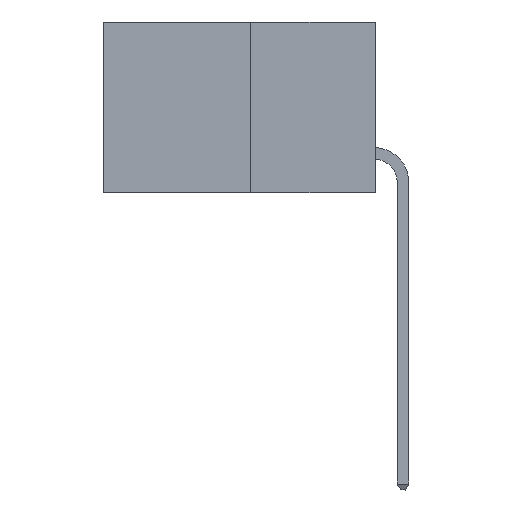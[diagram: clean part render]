
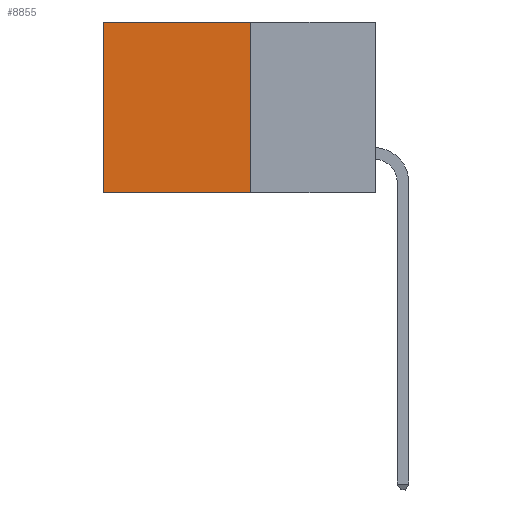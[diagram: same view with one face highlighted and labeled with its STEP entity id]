
A CAD part, left-side view. The second image highlights one B-rep face of the part: STEP entity #8855.
In plain terms, the highlighted planar face has unit normal (-1, 0, 0).
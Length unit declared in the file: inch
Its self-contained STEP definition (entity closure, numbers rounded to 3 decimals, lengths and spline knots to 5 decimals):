
#55 = CARTESIAN_POINT ( 'NONE',  ( 0.277, 0.27, 0. ) ) ;
#393 = EDGE_CURVE ( 'NONE', #4268, #3418, #7389, .T. ) ;
#764 = CARTESIAN_POINT ( 'NONE',  ( 0.277, 0.27, -0.37 ) ) ;
#889 = EDGE_LOOP ( 'NONE', ( #2792, #3312, #6347, #1216 ) ) ;
#952 = EDGE_CURVE ( 'NONE', #4268, #7729, #6595, .T. ) ;
#1216 = ORIENTED_EDGE ( 'NONE', *, *, #393, .T. ) ;
#1470 = EDGE_CURVE ( 'NONE', #3418, #8589, #8688, .T. ) ;
#1671 = PLANE ( 'NONE',  #6219 ) ;
#2552 = DIRECTION ( 'NONE',  ( 1., 0., 0. ) ) ;
#2594 = CARTESIAN_POINT ( 'NONE',  ( 0.277, 0.27, -0.37 ) ) ;
#2792 = ORIENTED_EDGE ( 'NONE', *, *, #1470, .T. ) ;
#2934 = CARTESIAN_POINT ( 'NONE',  ( 0.277, 0.59, -0.37 ) ) ;
#3312 = ORIENTED_EDGE ( 'NONE', *, *, #3321, .F. ) ;
#3321 = EDGE_CURVE ( 'NONE', #7729, #8589, #6233, .T. ) ;
#3391 = DIRECTION ( 'NONE',  ( 0., 1., 0. ) ) ;
#3418 = VERTEX_POINT ( 'NONE', #9363 ) ;
#4268 = VERTEX_POINT ( 'NONE', #9749 ) ;
#5163 = DIRECTION ( 'NONE',  ( 0., 0., -1. ) ) ;
#5436 = VECTOR ( 'NONE', #7195, 39.37008 ) ;
#6125 = DIRECTION ( 'NONE',  ( 0., 0., -1. ) ) ;
#6219 = AXIS2_PLACEMENT_3D ( 'NONE', #7138, #2552, #7819 ) ;
#6233 = LINE ( 'NONE', #2594, #9694 ) ;
#6347 = ORIENTED_EDGE ( 'NONE', *, *, #952, .F. ) ;
#6356 = VECTOR ( 'NONE', #6125, 39.37008 ) ;
#6595 = LINE ( 'NONE', #9151, #6356 ) ;
#7138 = CARTESIAN_POINT ( 'NONE',  ( 0.277, 0.27, -0.37 ) ) ;
#7195 = DIRECTION ( 'NONE',  ( 0., 1., 0. ) ) ;
#7389 = LINE ( 'NONE', #55, #5436 ) ;
#7729 = VERTEX_POINT ( 'NONE', #764 ) ;
#7819 = DIRECTION ( 'NONE',  ( 0., 0., -1. ) ) ;
#8478 = VECTOR ( 'NONE', #5163, 39.37008 ) ;
#8589 = VERTEX_POINT ( 'NONE', #9715 ) ;
#8688 = LINE ( 'NONE', #2934, #8478 ) ;
#8855 = ADVANCED_FACE ( 'NONE', ( #9021 ), #1671, .F. ) ;
#9021 = FACE_OUTER_BOUND ( 'NONE', #889, .T. ) ;
#9151 = CARTESIAN_POINT ( 'NONE',  ( 0.277, 0.27, -0.37 ) ) ;
#9363 = CARTESIAN_POINT ( 'NONE',  ( 0.277, 0.59, 0. ) ) ;
#9694 = VECTOR ( 'NONE', #3391, 39.37008 ) ;
#9715 = CARTESIAN_POINT ( 'NONE',  ( 0.277, 0.59, -0.37 ) ) ;
#9749 = CARTESIAN_POINT ( 'NONE',  ( 0.277, 0.27, 0. ) ) ;
